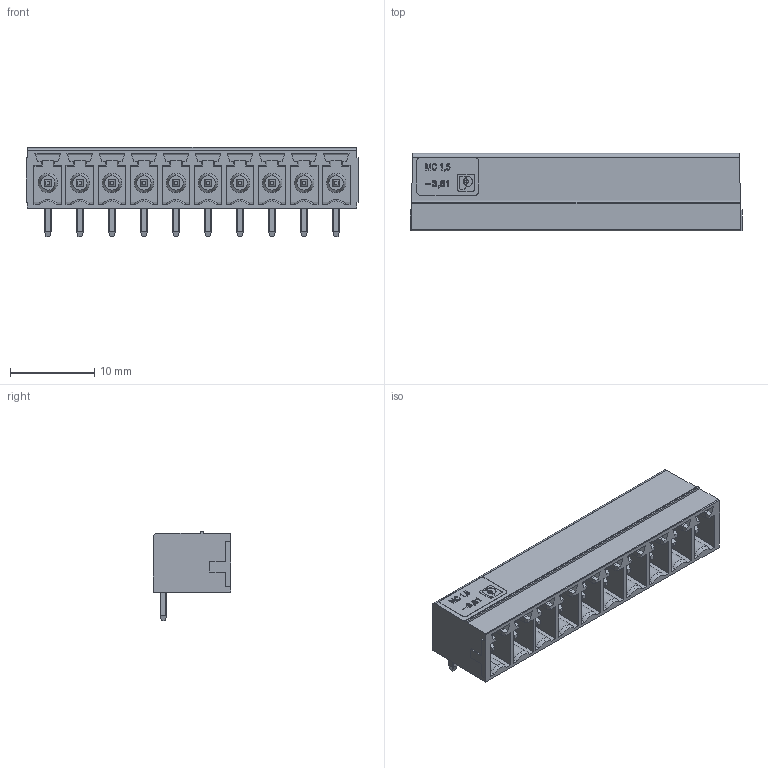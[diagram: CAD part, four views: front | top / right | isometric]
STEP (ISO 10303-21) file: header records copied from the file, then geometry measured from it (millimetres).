
FILE_DESCRIPTION(('FreeCAD Model'),'2;1');
FILE_NAME('Open CASCADE Shape Model','2025-09-29T21:16:28',(''),(''), 'Open CASCADE STEP processor 7.8','FreeCAD','Unknown');
FILE_SCHEMA(('AUTOMOTIVE_DESIGN { 1 0 10303 214 1 1 1 1 }'));
Length unit declared in the file: millimetre
Products named in the file (12): 1803358_1; SOLID; SOLID001; SOLID002; SOLID003; SOLID004; SOLID005; SOLID006; SOLID007; SOLID008; SOLID009; SOLID010
Assembly tree (11 placements, depth 2):
  1803358_1
    SOLID
    SOLID001
    SOLID002
    SOLID003
    SOLID004
    SOLID005
    SOLID006
    SOLID007
    SOLID008
    SOLID009
    SOLID010
Bounding box: 39.49 x 9.2 x 10.65 mm (x, y, z)
Volume: 1336.2 mm3; surface area: 3631.2 mm2
Topology: 11 solids, 11 shells, 1211 faces, 3377 edges, 2214 vertices
Faces by surface type: plane 927, cylinder 165, torus 40, cone 40, sphere 20, bspline 19
Entity records: 41099 total; most frequent: CARTESIAN_POINT 9873, ORIENTED_EDGE 6714, DIRECTION 5972, EDGE_CURVE 3357, LINE 2698, VECTOR 2698, VERTEX_POINT 2214, AXIS2_PLACEMENT_3D 1637
